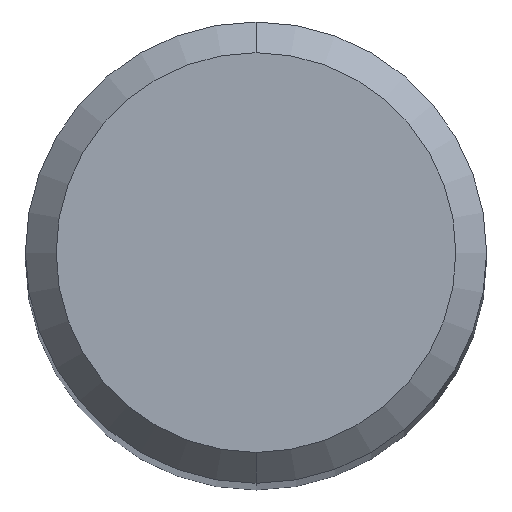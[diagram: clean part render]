
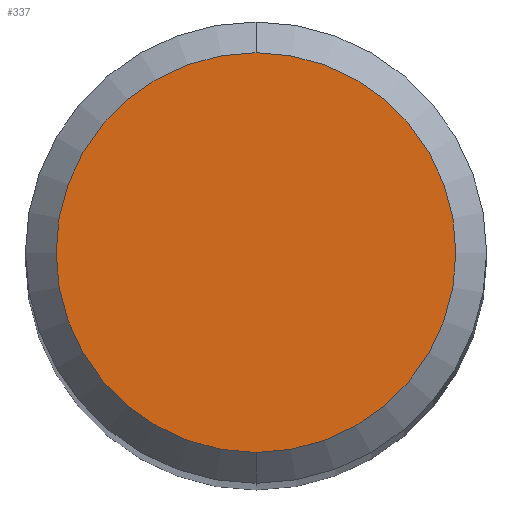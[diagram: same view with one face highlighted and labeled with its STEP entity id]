
A CAD part, top view. The second image highlights one B-rep face of the part: STEP entity #337.
In plain terms, the highlighted planar face has unit normal (0, 0, 1).
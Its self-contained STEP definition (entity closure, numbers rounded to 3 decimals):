
#331=VERTEX_POINT('',#649);
#335=EDGE_CURVE('',#381,#331,#654,.T.);
#337=ADVANCED_FACE('',(#656),#657,.T.);
#381=VERTEX_POINT('',#706);
#453=EDGE_CURVE('',#331,#381,#790,.T.);
#649=CARTESIAN_POINT('',(0.0,2.6,0.0));
#654=CIRCLE('',#1161,2.6);
#656=FACE_OUTER_BOUND('',#1163,.T.);
#657=PLANE('',#1164);
#706=CARTESIAN_POINT('',(0.,-2.6,0.0));
#790=CIRCLE('',#1430,2.6);
#1161=AXIS2_PLACEMENT_3D('',#1619,#1620,#1621);
#1163=EDGE_LOOP('',(#1623,#1624));
#1164=AXIS2_PLACEMENT_3D('',#1625,#1626,#1627);
#1430=AXIS2_PLACEMENT_3D('',#1798,#1799,#1800);
#1619=CARTESIAN_POINT('',(0.0,0.0,0.0));
#1620=DIRECTION('',(0.0,0.0,-1.0));
#1621=DIRECTION('',(0.0,1.0,0.0));
#1623=ORIENTED_EDGE('',*,*,#453,.F.);
#1624=ORIENTED_EDGE('',*,*,#335,.F.);
#1625=CARTESIAN_POINT('',(0.0,1.3,0.0));
#1626=DIRECTION('',(-0.0,0.0,1.0));
#1627=DIRECTION('',(0.0,-1.0,0.0));
#1798=CARTESIAN_POINT('',(0.0,0.0,0.0));
#1799=DIRECTION('',(0.0,0.0,-1.0));
#1800=DIRECTION('',(0.0,1.0,0.0));
